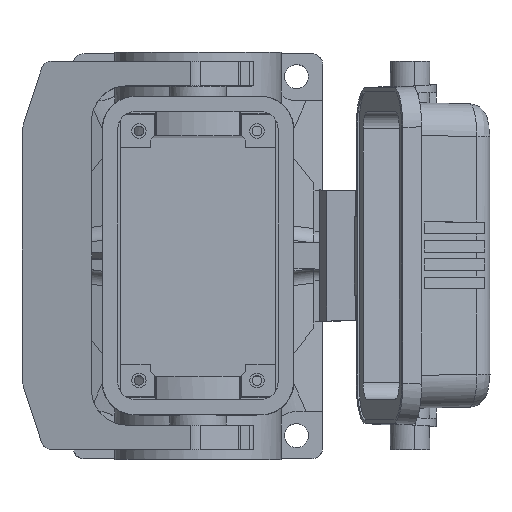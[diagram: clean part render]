
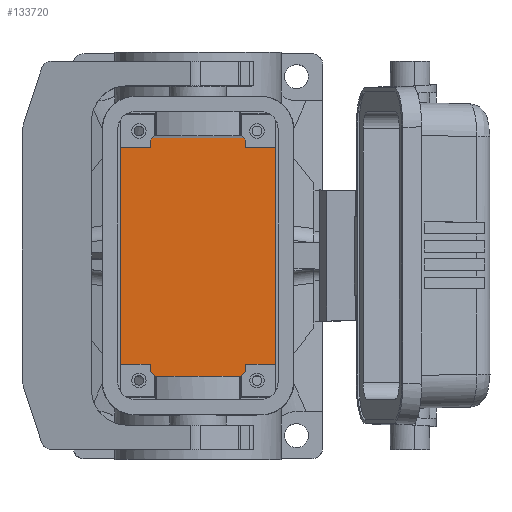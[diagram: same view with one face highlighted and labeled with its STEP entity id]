
A CAD part, top view. The second image highlights one B-rep face of the part: STEP entity #133720.
In plain terms, the highlighted planar face has unit normal (0, 0, 1).
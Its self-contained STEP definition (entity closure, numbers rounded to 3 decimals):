
#7050=CARTESIAN_POINT('',(69.747,-25.8,
-40.5));
#7060=VERTEX_POINT('',#7050);
#7090=CARTESIAN_POINT('',(69.747,9.012,
-40.5));
#7100=DIRECTION('',(0.,1.,0.));
#7110=VECTOR('',#7100,1.);
#7120=LINE('',#7090,#7110);
#7130=CARTESIAN_POINT('',(69.747,12.2,
-40.5));
#7140=VERTEX_POINT('',#7130);
#7150=EDGE_CURVE('',#7060,#7140,#7120,.T.);
#66910=CARTESIAN_POINT('',(15.214,-25.8,
-40.5));
#66920=VERTEX_POINT('',#66910);
#67480=CARTESIAN_POINT('',(15.214,12.2,
-40.5));
#67490=VERTEX_POINT('',#67480);
#67520=CARTESIAN_POINT('',(15.214,9.012,
-40.5));
#67530=DIRECTION('',(0.,1.,0.));
#67540=VECTOR('',#67530,1.);
#67550=LINE('',#67520,#67540);
#67560=EDGE_CURVE('',#66920,#67490,#67550,.T.);
#81060=CARTESIAN_POINT('',(1.488,12.2,
-40.5));
#81070=DIRECTION('',(1.,0.,0.));
#81080=VECTOR('',#81070,1.);
#81090=LINE('',#81060,#81080);
#81100=EDGE_CURVE('',#67490,#7140,#81090,.T.);
#117230=CARTESIAN_POINT('',(1.488,-25.8,
-40.5));
#117240=DIRECTION('',(1.,0.,0.));
#117250=VECTOR('',#117240,1.);
#117260=LINE('',#117230,#117250);
#117270=EDGE_CURVE('',#66920,#7060,#117260,.T.);
#133610=CARTESIAN_POINT('',(71.119,13.158,
-40.5));
#133620=DIRECTION('',(0.,0.,1.));
#133630=DIRECTION('',(1.,0.,0.));
#133640=AXIS2_PLACEMENT_3D('',#133610,#133620,#133630);
#133650=PLANE('',#133640);
#133660=ORIENTED_EDGE('',*,*,#67560,.F.);
#133670=ORIENTED_EDGE('',*,*,#81100,.F.);
#133680=ORIENTED_EDGE('',*,*,#7150,.T.);
#133690=ORIENTED_EDGE('',*,*,#117270,.T.);
#133700=EDGE_LOOP('',(#133690,#133680,#133670,#133660));
#133710=FACE_OUTER_BOUND('',#133700,.T.);
#133720=ADVANCED_FACE('',(#133710),#133650,.T.);
